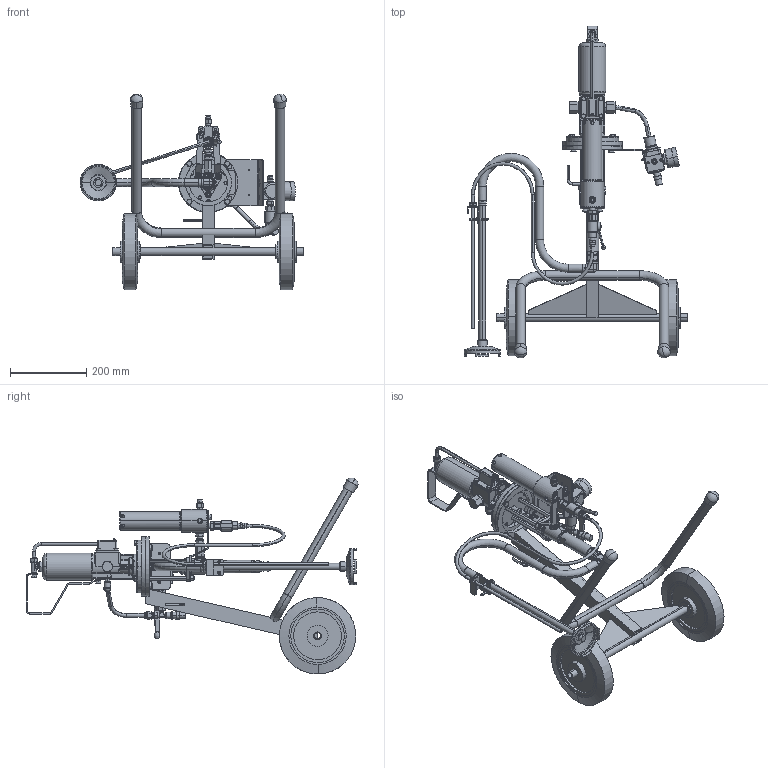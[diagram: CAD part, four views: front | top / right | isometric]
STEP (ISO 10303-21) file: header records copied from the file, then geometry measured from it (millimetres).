
FILE_DESCRIPTION (( 'STEP AP203' ), '1' );
FILE_NAME ('[STEP]ALS-123B.STEP', '2023-12-21T04:11:02', ( '' ), ( '' ), 'SwSTEP 2.0', 'SolidWorks 2019', '' );
FILE_SCHEMA (( 'CONFIG_CONTROL_DESIGN' ));
Length unit declared in the file: millimetre
Products named in the file (12): Part2^ALS-123B Airless unit_穴埋め用; Part1^ALS-123B Airless unit_穴埋め用; Part5^ALS-123B Airless unit_穴埋め用; Part6^ALS-123B Airless unit_穴埋め用; Part10^ALS-123B Airless unit_穴埋め用; Part11^ALS-123B Airless unit_穴埋め用; Part7^ALS-123B Airless unit_穴埋め用; [STEP]ALS-123B; Part8^ALS-123B Airless unit_穴埋め用; Part4^ALS-123B Airless unit_穴埋め用; Part9^ALS-123B Airless unit_穴埋め用; Part3^ALS-123B Airless unit_穴埋め用
Assembly tree (11 placements, depth 2):
  [STEP]ALS-123B
    Part1^ALS-123B Airless unit_穴埋め用
    Part2^ALS-123B Airless unit_穴埋め用
    Part3^ALS-123B Airless unit_穴埋め用
    Part4^ALS-123B Airless unit_穴埋め用
    Part5^ALS-123B Airless unit_穴埋め用
    Part6^ALS-123B Airless unit_穴埋め用
    Part7^ALS-123B Airless unit_穴埋め用
    Part8^ALS-123B Airless unit_穴埋め用
    Part9^ALS-123B Airless unit_穴埋め用
    Part10^ALS-123B Airless unit_穴埋め用
    Part11^ALS-123B Airless unit_穴埋め用
Bounding box: 585.5 x 868.89 x 512.86 mm (x, y, z)
Volume: 5102724.3 mm3; surface area: 1091917.4 mm2
Topology: 12 solids, 19 shells, 2818 faces, 6764 edges, 4083 vertices
Faces by surface type: plane 1140, cylinder 754, cone 625, bspline 186, torus 96, sphere 17
Entity records: 101437 total; most frequent: CARTESIAN_POINT 36294, ORIENTED_EDGE 13400, DIRECTION 13293, EDGE_CURVE 6701, AXIS2_PLACEMENT_3D 5207, VERTEX_POINT 4075, EDGE_LOOP 3091, VECTOR 2879
